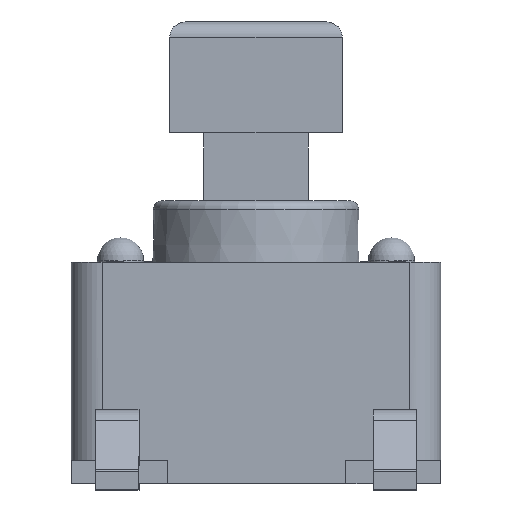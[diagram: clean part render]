
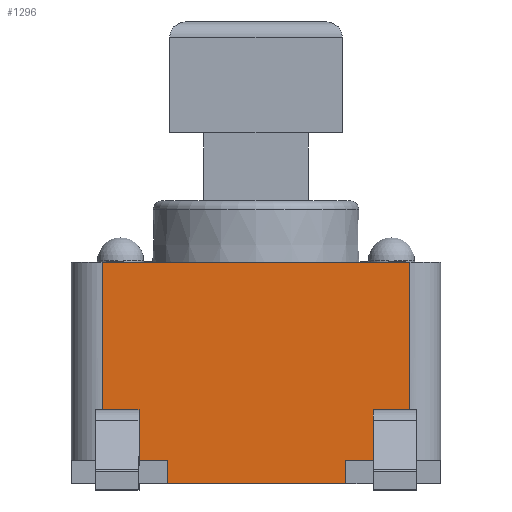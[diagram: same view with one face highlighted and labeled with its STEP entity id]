
A CAD part, left-side view. The second image highlights one B-rep face of the part: STEP entity #1296.
In plain terms, the highlighted planar face has unit normal (-1, 0, 0).
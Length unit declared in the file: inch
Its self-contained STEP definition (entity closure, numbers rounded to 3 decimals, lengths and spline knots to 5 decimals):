
#788=CARTESIAN_POINT('',(-0.11811,-0.09843,0.12677));
#789=VERTEX_POINT('',#788);
#839=CARTESIAN_POINT('',(-0.11811,0.09843,0.12677));
#840=VERTEX_POINT('',#839);
#848=CARTESIAN_POINT('',(-0.11811,-0.09843,0.12677));
#849=DIRECTION('',(0.0,1.0,0.0));
#850=VECTOR('',#849,0.19685);
#851=LINE('',#848,#850);
#852=EDGE_CURVE('',#789,#840,#851,.T.);
#1037=CARTESIAN_POINT('',(-0.11811,0.09843,0.0));
#1038=VERTEX_POINT('',#1037);
#1046=CARTESIAN_POINT('',(-0.11811,0.09843,0.02047));
#1047=VERTEX_POINT('',#1046);
#1048=CARTESIAN_POINT('',(-0.11811,0.09843,0.0));
#1049=DIRECTION('',(0.0,0.0,1.0));
#1050=VECTOR('',#1049,0.02047);
#1051=LINE('',#1048,#1050);
#1052=EDGE_CURVE('',#1038,#1047,#1051,.T.);
#1071=CARTESIAN_POINT('',(-0.11811,0.09843,0.03228));
#1072=VERTEX_POINT('',#1071);
#1080=CARTESIAN_POINT('',(-0.11811,0.09843,0.03228));
#1081=DIRECTION('',(0.0,0.0,1.0));
#1082=VECTOR('',#1081,0.09449);
#1083=LINE('',#1080,#1082);
#1084=EDGE_CURVE('',#1072,#840,#1083,.T.);
#1104=CARTESIAN_POINT('',(-0.11811,0.05669,0.0));
#1105=VERTEX_POINT('',#1104);
#1112=CARTESIAN_POINT('',(-0.11811,0.09843,0.0));
#1113=DIRECTION('',(0.0,-1.0,0.0));
#1114=VECTOR('',#1113,0.04173);
#1115=LINE('',#1112,#1114);
#1116=EDGE_CURVE('',#1038,#1105,#1115,.T.);
#1193=CARTESIAN_POINT('',(-0.11811,-0.10827,-0.02205));
#1194=DIRECTION('',(-1.0,0.0,0.0));
#1195=DIRECTION('',(0.0,0.0,1.0));
#1196=AXIS2_PLACEMENT_3D('',#1193,#1194,#1195);
#1197=PLANE('',#1196);
#1198=ORIENTED_EDGE('',*,*,#1052,.F.);
#1199=ORIENTED_EDGE('',*,*,#1116,.T.);
#1200=CARTESIAN_POINT('',(-0.11811,0.05669,-0.01496));
#1201=VERTEX_POINT('',#1200);
#1202=CARTESIAN_POINT('',(-0.11811,0.05669,0.0));
#1203=DIRECTION('',(0.0,0.0,-1.0));
#1204=VECTOR('',#1203,0.01496);
#1205=LINE('',#1202,#1204);
#1206=EDGE_CURVE('',#1105,#1201,#1205,.T.);
#1207=ORIENTED_EDGE('',*,*,#1206,.T.);
#1208=CARTESIAN_POINT('',(-0.11811,-0.05748,-0.01496));
#1209=VERTEX_POINT('',#1208);
#1210=CARTESIAN_POINT('',(-0.11811,0.05669,-0.01496));
#1211=DIRECTION('',(0.0,-1.0,0.0));
#1212=VECTOR('',#1211,0.11417);
#1213=LINE('',#1210,#1212);
#1214=EDGE_CURVE('',#1201,#1209,#1213,.T.);
#1215=ORIENTED_EDGE('',*,*,#1214,.T.);
#1216=CARTESIAN_POINT('',(-0.11811,-0.05748,0.0));
#1217=VERTEX_POINT('',#1216);
#1218=CARTESIAN_POINT('',(-0.11811,-0.05748,0.0));
#1219=DIRECTION('',(0.0,0.0,-1.0));
#1220=VECTOR('',#1219,0.01496);
#1221=LINE('',#1218,#1220);
#1222=EDGE_CURVE('',#1217,#1209,#1221,.T.);
#1223=ORIENTED_EDGE('',*,*,#1222,.F.);
#1224=CARTESIAN_POINT('',(-0.11811,-0.09843,0.0));
#1225=VERTEX_POINT('',#1224);
#1226=CARTESIAN_POINT('',(-0.11811,-0.05748,0.0));
#1227=DIRECTION('',(0.0,-1.0,0.0));
#1228=VECTOR('',#1227,0.04094);
#1229=LINE('',#1226,#1228);
#1230=EDGE_CURVE('',#1217,#1225,#1229,.T.);
#1231=ORIENTED_EDGE('',*,*,#1230,.T.);
#1232=CARTESIAN_POINT('',(-0.11811,-0.09843,0.02047));
#1233=VERTEX_POINT('',#1232);
#1234=CARTESIAN_POINT('',(-0.11811,-0.09843,0.02047));
#1235=DIRECTION('',(0.0,0.0,-1.0));
#1236=VECTOR('',#1235,0.02047);
#1237=LINE('',#1234,#1236);
#1238=EDGE_CURVE('',#1233,#1225,#1237,.T.);
#1239=ORIENTED_EDGE('',*,*,#1238,.F.);
#1240=CARTESIAN_POINT('',(-0.11811,-0.0748,0.02047));
#1241=VERTEX_POINT('',#1240);
#1242=CARTESIAN_POINT('',(-0.11811,-0.09843,0.02047));
#1243=DIRECTION('',(0.0,1.0,0.0));
#1244=VECTOR('',#1243,0.02362);
#1245=LINE('',#1242,#1244);
#1246=EDGE_CURVE('',#1233,#1241,#1245,.T.);
#1247=ORIENTED_EDGE('',*,*,#1246,.T.);
#1248=CARTESIAN_POINT('',(-0.11811,-0.0748,0.03228));
#1249=VERTEX_POINT('',#1248);
#1250=CARTESIAN_POINT('',(-0.11811,-0.0748,0.02047));
#1251=DIRECTION('',(0.0,0.0,1.0));
#1252=VECTOR('',#1251,0.01181);
#1253=LINE('',#1250,#1252);
#1254=EDGE_CURVE('',#1241,#1249,#1253,.T.);
#1255=ORIENTED_EDGE('',*,*,#1254,.T.);
#1256=CARTESIAN_POINT('',(-0.11811,-0.09843,0.03228));
#1257=VERTEX_POINT('',#1256);
#1258=CARTESIAN_POINT('',(-0.11811,-0.0748,0.03228));
#1259=DIRECTION('',(0.0,-1.0,0.0));
#1260=VECTOR('',#1259,0.02362);
#1261=LINE('',#1258,#1260);
#1262=EDGE_CURVE('',#1249,#1257,#1261,.T.);
#1263=ORIENTED_EDGE('',*,*,#1262,.T.);
#1264=CARTESIAN_POINT('',(-0.11811,-0.09843,0.12677));
#1265=DIRECTION('',(0.0,0.0,-1.0));
#1266=VECTOR('',#1265,0.09449);
#1267=LINE('',#1264,#1266);
#1268=EDGE_CURVE('',#789,#1257,#1267,.T.);
#1269=ORIENTED_EDGE('',*,*,#1268,.F.);
#1270=ORIENTED_EDGE('',*,*,#852,.T.);
#1271=ORIENTED_EDGE('',*,*,#1084,.F.);
#1272=CARTESIAN_POINT('',(-0.11811,0.0748,0.03228));
#1273=VERTEX_POINT('',#1272);
#1274=CARTESIAN_POINT('',(-0.11811,0.09843,0.03228));
#1275=DIRECTION('',(0.0,-1.0,0.0));
#1276=VECTOR('',#1275,0.02362);
#1277=LINE('',#1274,#1276);
#1278=EDGE_CURVE('',#1072,#1273,#1277,.T.);
#1279=ORIENTED_EDGE('',*,*,#1278,.T.);
#1280=CARTESIAN_POINT('',(-0.11811,0.0748,0.02047));
#1281=VERTEX_POINT('',#1280);
#1282=CARTESIAN_POINT('',(-0.11811,0.0748,0.03228));
#1283=DIRECTION('',(0.0,0.0,-1.0));
#1284=VECTOR('',#1283,0.01181);
#1285=LINE('',#1282,#1284);
#1286=EDGE_CURVE('',#1273,#1281,#1285,.T.);
#1287=ORIENTED_EDGE('',*,*,#1286,.T.);
#1288=CARTESIAN_POINT('',(-0.11811,0.0748,0.02047));
#1289=DIRECTION('',(0.0,1.0,0.0));
#1290=VECTOR('',#1289,0.02362);
#1291=LINE('',#1288,#1290);
#1292=EDGE_CURVE('',#1281,#1047,#1291,.T.);
#1293=ORIENTED_EDGE('',*,*,#1292,.T.);
#1294=EDGE_LOOP('',(#1198,#1199,#1207,#1215,#1223,#1231,#1239,#1247,#1255,#1263,#1269,#1270,#1271,#1279,#1287,#1293));
#1295=FACE_OUTER_BOUND('',#1294,.T.);
#1296=ADVANCED_FACE('',(#1295),#1197,.T.);
